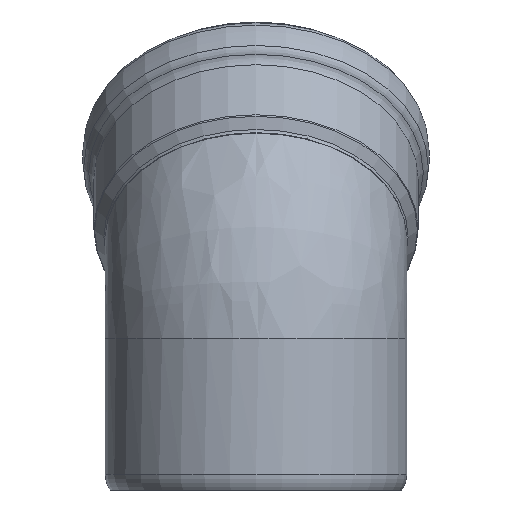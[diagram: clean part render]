
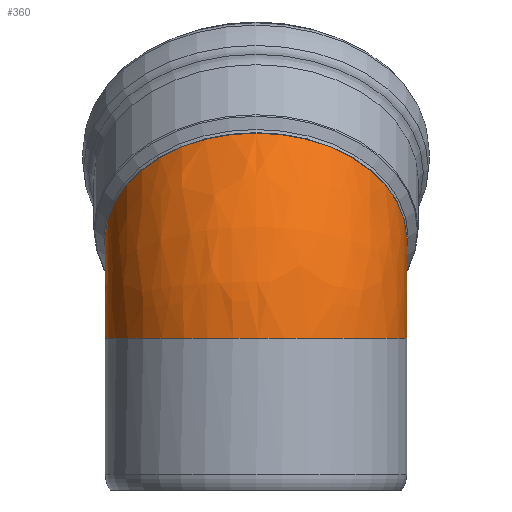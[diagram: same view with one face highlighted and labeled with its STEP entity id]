
A CAD part, left-side view. The second image highlights one B-rep face of the part: STEP entity #360.
In plain terms, the highlighted free-form (B-spline) face has degree [2, 2] with [9, 3] control points.
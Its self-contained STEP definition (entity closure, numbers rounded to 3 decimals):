
#17=(
BOUNDED_SURFACE()
B_SPLINE_SURFACE(2,2,((#690,#691,#692),(#693,#694,#695),(#696,#697,#698),
(#699,#700,#701),(#702,#703,#704),(#705,#706,#707),(#708,#709,#710),(#711,
#712,#713),(#714,#715,#716)),.UNSPECIFIED.,.F.,.F.,.F.)
B_SPLINE_SURFACE_WITH_KNOTS((3,2,2,2,3),(3,3),(-2.743,-1.372,
0.,1.372,2.743),(-1.571,-0.785),
 .UNSPECIFIED.)
GEOMETRIC_REPRESENTATION_ITEM()
RATIONAL_B_SPLINE_SURFACE(((1.,0.924,1.),(0.774,
0.715,0.774),(1.,0.924,1.),(0.774,
0.715,0.774),(1.,0.924,1.),(0.774,
0.715,0.774),(1.,0.924,1.),(0.774,
0.715,0.774),(1.,0.924,1.)))
REPRESENTATION_ITEM('')
SURFACE()
);
#90=FACE_OUTER_BOUND('',#148,.T.);
#148=EDGE_LOOP('',(#311,#312));
#159=CIRCLE('',#379,67.65);
#179=CIRCLE('',#421,67.65);
#191=VERTEX_POINT('',#594);
#192=VERTEX_POINT('',#596);
#223=EDGE_CURVE('',#191,#192,#159,.T.);
#244=EDGE_CURVE('',#191,#192,#179,.T.);
#311=ORIENTED_EDGE('',*,*,#244,.T.);
#312=ORIENTED_EDGE('',*,*,#223,.F.);
#360=ADVANCED_FACE('',(#90),#17,.F.);
#379=AXIS2_PLACEMENT_3D('',#597,#458,#459);
#421=AXIS2_PLACEMENT_3D('',#658,#542,#543);
#458=DIRECTION('center_axis',(0.707,0.,0.707));
#459=DIRECTION('ref_axis',(-0.707,0.,0.707));
#542=DIRECTION('center_axis',(0.,0.,1.));
#543=DIRECTION('ref_axis',(-1.,0.,0.));
#594=CARTESIAN_POINT('',(62.35,26.249,68.174));
#596=CARTESIAN_POINT('',(62.35,-26.249,68.174));
#597=CARTESIAN_POINT('Origin',(18.262,0.,112.262));
#658=CARTESIAN_POINT('Origin',(0.,0.,68.174));
#690=CARTESIAN_POINT('Ctrl Pts',(62.35,-26.249,68.174));
#691=CARTESIAN_POINT('Ctrl Pts',(62.35,-26.249,68.174));
#692=CARTESIAN_POINT('Ctrl Pts',(62.35,-26.249,68.174));
#693=CARTESIAN_POINT('Ctrl Pts',(40.871,-77.268,68.174));
#694=CARTESIAN_POINT('Ctrl Pts',(40.871,-77.268,77.07));
#695=CARTESIAN_POINT('Ctrl Pts',(47.162,-77.268,83.361));
#696=CARTESIAN_POINT('Ctrl Pts',(-13.389,-66.312,68.174));
#697=CARTESIAN_POINT('Ctrl Pts',(-13.389,-66.312,99.546));
#698=CARTESIAN_POINT('Ctrl Pts',(8.794,-66.312,121.73));
#699=CARTESIAN_POINT('Ctrl Pts',(-67.65,-55.356,68.174));
#700=CARTESIAN_POINT('Ctrl Pts',(-67.65,-55.356,122.022));
#701=CARTESIAN_POINT('Ctrl Pts',(-29.574,-55.356,160.098));
#702=CARTESIAN_POINT('Ctrl Pts',(-67.65,0.,68.174));
#703=CARTESIAN_POINT('Ctrl Pts',(-67.65,0.,122.022));
#704=CARTESIAN_POINT('Ctrl Pts',(-29.574,0.,160.098));
#705=CARTESIAN_POINT('Ctrl Pts',(-67.65,55.356,68.174));
#706=CARTESIAN_POINT('Ctrl Pts',(-67.65,55.356,122.022));
#707=CARTESIAN_POINT('Ctrl Pts',(-29.574,55.356,160.098));
#708=CARTESIAN_POINT('Ctrl Pts',(-13.389,66.312,68.174));
#709=CARTESIAN_POINT('Ctrl Pts',(-13.389,66.312,99.546));
#710=CARTESIAN_POINT('Ctrl Pts',(8.794,66.312,121.73));
#711=CARTESIAN_POINT('Ctrl Pts',(40.871,77.268,68.174));
#712=CARTESIAN_POINT('Ctrl Pts',(40.871,77.268,77.07));
#713=CARTESIAN_POINT('Ctrl Pts',(47.162,77.268,83.361));
#714=CARTESIAN_POINT('Ctrl Pts',(62.35,26.249,68.174));
#715=CARTESIAN_POINT('Ctrl Pts',(62.35,26.249,68.174));
#716=CARTESIAN_POINT('Ctrl Pts',(62.35,26.249,68.174));
